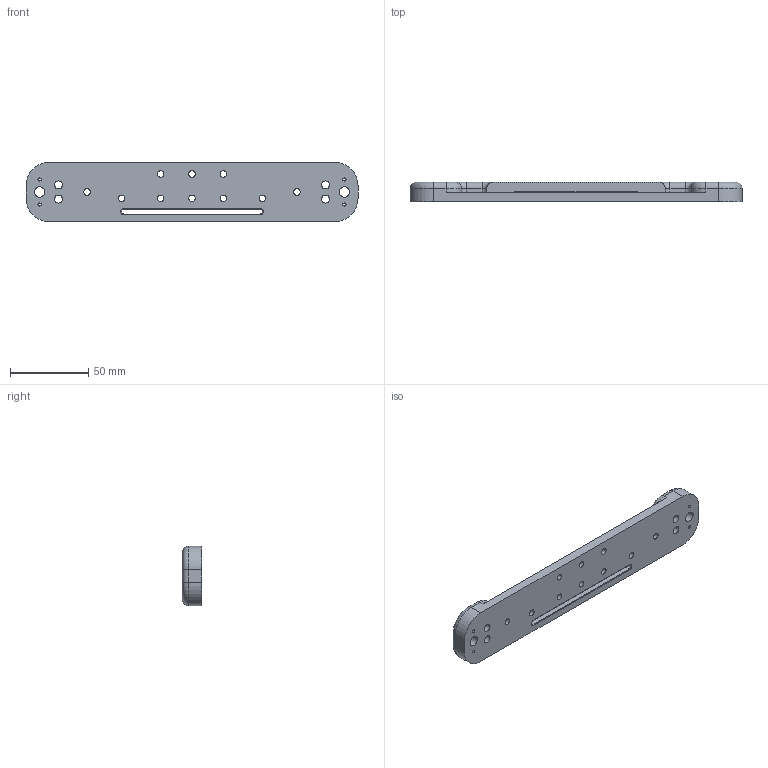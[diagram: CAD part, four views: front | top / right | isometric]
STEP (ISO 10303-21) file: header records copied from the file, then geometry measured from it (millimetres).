
FILE_DESCRIPTION(/* description */ (''),/* implementation_level */ '2;1');
FILE_NAME(/* name */ 'Hard Plate.stp',/* time_stamp */ '2018-04-24T03:35:49-07:00',/* author */ ('IEUser'),/* organization */ (''),/* preprocessor_version */ 'ST-DEVELOPER v17',/* originating_system */ 'Autodesk Inventor 2019',/* authorisation */ '');
FILE_SCHEMA (('AUTOMOTIVE_DESIGN { 1 0 10303 214 3 1 1 }'));
Length unit declared in the file: millimetre
Products named in the file (1): LR Hard Plate
Bounding box: 212 x 12.5 x 38 mm (x, y, z)
Volume: 70107.1 mm3; surface area: 25631.8 mm2
Topology: 1 solids, 1 shells, 108 faces, 293 edges, 194 vertices
Faces by surface type: cylinder 55, plane 39, torus 10, cone 4
Full cylindrical faces by diameter (mm): 2 x4, 3.1 x4, 4.134 x10, 5.1 x4, 6.647 x2
Entity records: 3596 total; most frequent: DIRECTION 659, CARTESIAN_POINT 596, ORIENTED_EDGE 586, EDGE_CURVE 293, AXIS2_PLACEMENT_3D 257, VERTEX_POINT 194, EDGE_LOOP 157, CIRCLE 148
